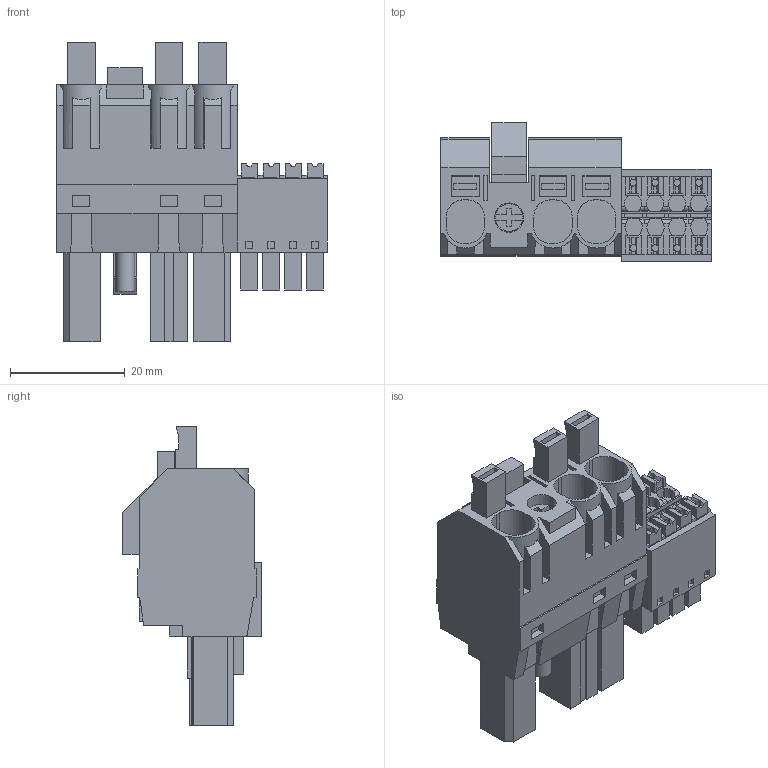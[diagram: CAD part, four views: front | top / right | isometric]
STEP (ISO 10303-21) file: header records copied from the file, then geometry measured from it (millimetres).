
FILE_DESCRIPTION(('CATIA V5 STEP Exchange','CAx-IF Rec.Pracs.--- Model Styling and Organization---1.4--- 2014-01-23'),'2;1');
FILE_NAME ('233855-3_0_2629080000_2629080000.stp','2023-09-07T12:39:51+00:00',('none'),('Weidmueller'),'CATIA Version 5-6 Release 2016 SP3 HF44','CATIA V5 STEP AP214','none');
FILE_SCHEMA(('AUTOMOTIVE_DESIGN { 1 0 10303 214 1 1 1 1 }'));
Length unit declared in the file: millimetre
Products named in the file (1): 2629080000
Bounding box: 47.03 x 24.13 x 52.11 mm (x, y, z)
Volume: 21526 mm3; surface area: 12858.2 mm2
Topology: 14 solids, 14 shells, 855 faces, 2336 edges, 1551 vertices
Faces by surface type: plane 760, cylinder 95
Entity records: 25454 total; most frequent: CARTESIAN_POINT 5002, ORIENTED_EDGE 4672, DIRECTION 3389, EDGE_CURVE 2336, VECTOR 2046, LINE 2046, VERTEX_POINT 1551, EDGE_LOOP 915
